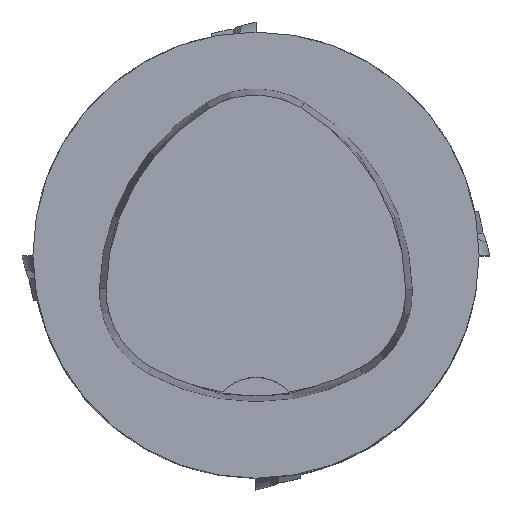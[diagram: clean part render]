
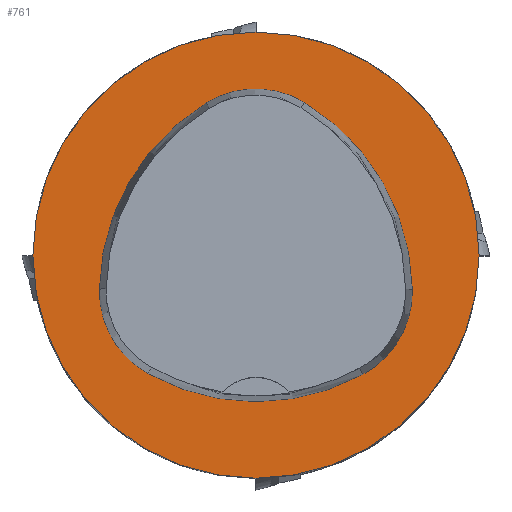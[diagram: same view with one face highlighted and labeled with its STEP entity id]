
A CAD part, top view. The second image highlights one B-rep face of the part: STEP entity #761.
In plain terms, the highlighted planar face has unit normal (0, 0, 1).
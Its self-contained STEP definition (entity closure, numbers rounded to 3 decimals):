
#761=ADVANCED_FACE('',(#1163,#1164),#1033,.T.);
#1033=PLANE('',#5577);
#1163=FACE_BOUND('',#1305,.T.);
#1164=FACE_BOUND('',#1306,.T.);
#1305=EDGE_LOOP('',(#2581,#2582,#2583,#2584,#2585,#2586));
#1306=EDGE_LOOP('',(#2587));
#1664=CIRCLE('',#5554,20.);
#1666=CIRCLE('',#5557,8.5);
#1668=CIRCLE('',#5560,20.);
#1670=CIRCLE('',#5563,8.5);
#1674=CIRCLE('',#5568,20.);
#1676=CIRCLE('',#5571,8.5);
#1679=CIRCLE('',#5576,20.);
#2581=ORIENTED_EDGE('',*,*,#4534,.T.);
#2582=ORIENTED_EDGE('',*,*,#4514,.T.);
#2583=ORIENTED_EDGE('',*,*,#4518,.T.);
#2584=ORIENTED_EDGE('',*,*,#4521,.T.);
#2585=ORIENTED_EDGE('',*,*,#4524,.T.);
#2586=ORIENTED_EDGE('',*,*,#4532,.T.);
#2587=ORIENTED_EDGE('',*,*,#4537,.F.);
#3959=VERTEX_POINT('',#8368);
#3960=VERTEX_POINT('',#8369);
#3963=VERTEX_POINT('',#8377);
#3965=VERTEX_POINT('',#8383);
#3967=VERTEX_POINT('',#8389);
#3974=VERTEX_POINT('',#8410);
#3975=VERTEX_POINT('',#8420);
#4514=EDGE_CURVE('',#3959,#3960,#1664,.T.);
#4518=EDGE_CURVE('',#3960,#3963,#1666,.T.);
#4521=EDGE_CURVE('',#3963,#3965,#1668,.T.);
#4524=EDGE_CURVE('',#3965,#3967,#1670,.T.);
#4532=EDGE_CURVE('',#3967,#3974,#1674,.T.);
#4534=EDGE_CURVE('',#3974,#3959,#1676,.T.);
#4537=EDGE_CURVE('',#3975,#3975,#1679,.T.);
#5554=AXIS2_PLACEMENT_3D('',#8367,#6298,#6299);
#5557=AXIS2_PLACEMENT_3D('',#8376,#6306,#6307);
#5560=AXIS2_PLACEMENT_3D('',#8382,#6313,#6314);
#5563=AXIS2_PLACEMENT_3D('',#8388,#6320,#6321);
#5568=AXIS2_PLACEMENT_3D('',#8411,#6332,#6333);
#5571=AXIS2_PLACEMENT_3D('',#8414,#6338,#6339);
#5576=AXIS2_PLACEMENT_3D('',#8419,#6348,#6349);
#5577=AXIS2_PLACEMENT_3D('',#8421,#6350,#6351);
#6298=DIRECTION('',(0.,0.,-1.));
#6299=DIRECTION('',(-1.,0.,0.));
#6306=DIRECTION('',(0.,0.,-1.));
#6307=DIRECTION('',(-1.,0.,0.));
#6313=DIRECTION('',(0.,0.,-1.));
#6314=DIRECTION('',(-1.,0.,0.));
#6320=DIRECTION('',(0.,0.,-1.));
#6321=DIRECTION('',(-1.,0.,0.));
#6332=DIRECTION('',(0.,0.,-1.));
#6333=DIRECTION('',(-1.,0.,0.));
#6338=DIRECTION('',(0.,0.,-1.));
#6339=DIRECTION('',(-1.,0.,0.));
#6348=DIRECTION('',(0.,0.,-1.));
#6349=DIRECTION('',(-1.,0.,0.));
#6350=DIRECTION('',(0.,0.,1.));
#6351=DIRECTION('',(1.,0.,0.));
#8367=CARTESIAN_POINT('',(5.955,-3.414,0.));
#8368=CARTESIAN_POINT('',(-14.041,-3.042,0.));
#8369=CARTESIAN_POINT('',(-4.472,13.653,0.));
#8376=CARTESIAN_POINT('',(-0.04,6.4,0.));
#8377=CARTESIAN_POINT('',(4.347,13.68,0.));
#8382=CARTESIAN_POINT('',(-5.976,-3.45,0.));
#8383=CARTESIAN_POINT('',(14.021,-3.075,0.));
#8388=CARTESIAN_POINT('',(5.522,-3.235,0.));
#8389=CARTESIAN_POINT('',(9.588,-10.699,0.));
#8410=CARTESIAN_POINT('',(-9.655,-10.639,0.));
#8411=CARTESIAN_POINT('',(0.022,6.864,0.));
#8414=CARTESIAN_POINT('',(-5.543,-3.2,0.));
#8419=CARTESIAN_POINT('',(0.,0.,0.));
#8420=CARTESIAN_POINT('',(-20.,0.,0.));
#8421=CARTESIAN_POINT('',(0.,0.,0.));
